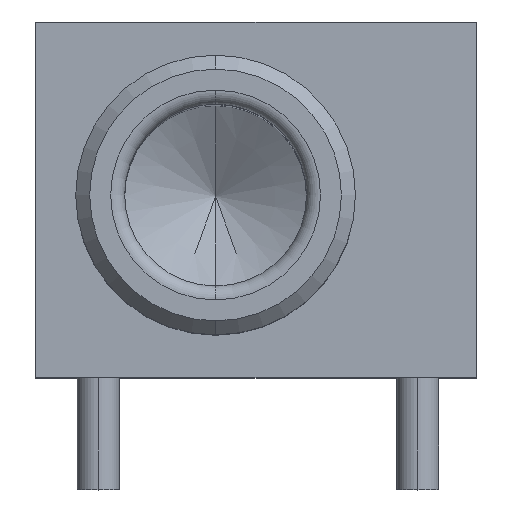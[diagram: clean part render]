
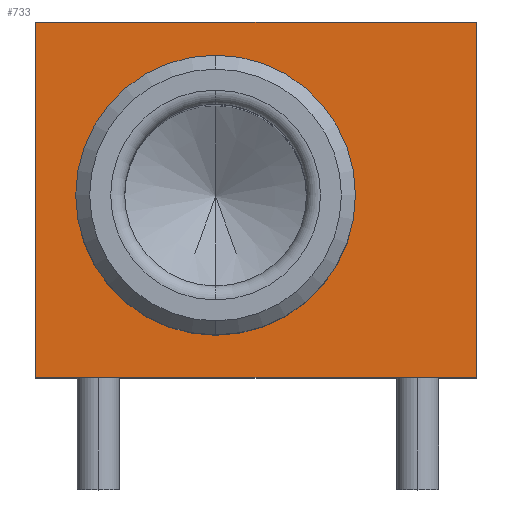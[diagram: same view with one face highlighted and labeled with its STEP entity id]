
A CAD part, top view. The second image highlights one B-rep face of the part: STEP entity #733.
In plain terms, the highlighted planar face has unit normal (0, 0, 1).
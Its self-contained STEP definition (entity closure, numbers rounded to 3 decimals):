
#216=DIRECTION('',(0.,1.,0.));
#217=VECTOR('',#216,12.7);
#218=CARTESIAN_POINT('',(9.32,0.,0.));
#219=LINE('',#218,#217);
#220=DIRECTION('',(1.,0.,0.));
#221=VECTOR('',#220,15.75);
#222=CARTESIAN_POINT('',(-6.43,0.,0.));
#223=LINE('',#222,#221);
#224=DIRECTION('',(0.,-1.,0.));
#225=VECTOR('',#224,12.7);
#226=CARTESIAN_POINT('',(-6.43,12.7,0.));
#227=LINE('',#226,#225);
#228=DIRECTION('',(-1.,0.,0.));
#229=VECTOR('',#228,15.75);
#230=CARTESIAN_POINT('',(9.32,12.7,0.));
#231=LINE('',#230,#229);
#232=CARTESIAN_POINT('',(0.,6.5,0.));
#233=DIRECTION('',(0.,0.,-1.));
#234=DIRECTION('',(0.,1.,0.));
#235=AXIS2_PLACEMENT_3D('',#232,#233,#234);
#237=CARTESIAN_POINT('',(0.,6.5,0.));
#238=DIRECTION('',(0.,0.,-1.));
#239=DIRECTION('',(0.,-1.,0.));
#240=AXIS2_PLACEMENT_3D('',#237,#238,#239);
#598=CARTESIAN_POINT('',(9.32,0.,0.));
#599=CARTESIAN_POINT('',(9.32,12.7,0.));
#600=VERTEX_POINT('',#598);
#601=VERTEX_POINT('',#599);
#602=CARTESIAN_POINT('',(-6.43,12.7,0.));
#603=CARTESIAN_POINT('',(-6.43,0.,0.));
#604=VERTEX_POINT('',#602);
#605=VERTEX_POINT('',#603);
#684=CARTESIAN_POINT('',(0.,11.5,0.));
#685=CARTESIAN_POINT('',(0.,1.5,0.));
#686=VERTEX_POINT('',#684);
#687=VERTEX_POINT('',#685);
#712=CARTESIAN_POINT('',(0.,0.,0.));
#713=DIRECTION('',(0.,0.,1.));
#714=DIRECTION('',(1.,0.,0.));
#715=AXIS2_PLACEMENT_3D('',#712,#713,#714);
#716=PLANE('',#715);
#718=ORIENTED_EDGE('',*,*,#717,.F.);
#720=ORIENTED_EDGE('',*,*,#719,.F.);
#722=ORIENTED_EDGE('',*,*,#721,.F.);
#724=ORIENTED_EDGE('',*,*,#723,.F.);
#725=EDGE_LOOP('',(#718,#720,#722,#724));
#726=FACE_OUTER_BOUND('',#725,.F.);
#728=ORIENTED_EDGE('',*,*,#727,.F.);
#730=ORIENTED_EDGE('',*,*,#729,.F.);
#731=EDGE_LOOP('',(#728,#730));
#732=FACE_BOUND('',#731,.F.);
#733=ADVANCED_FACE('',(#726,#732),#716,.T.);
#236=CIRCLE('',#235,5.);
#241=CIRCLE('',#240,5.);
#717=EDGE_CURVE('',#600,#601,#219,.T.);
#719=EDGE_CURVE('',#605,#600,#223,.T.);
#721=EDGE_CURVE('',#604,#605,#227,.T.);
#723=EDGE_CURVE('',#601,#604,#231,.T.);
#727=EDGE_CURVE('',#686,#687,#236,.T.);
#729=EDGE_CURVE('',#687,#686,#241,.T.);
